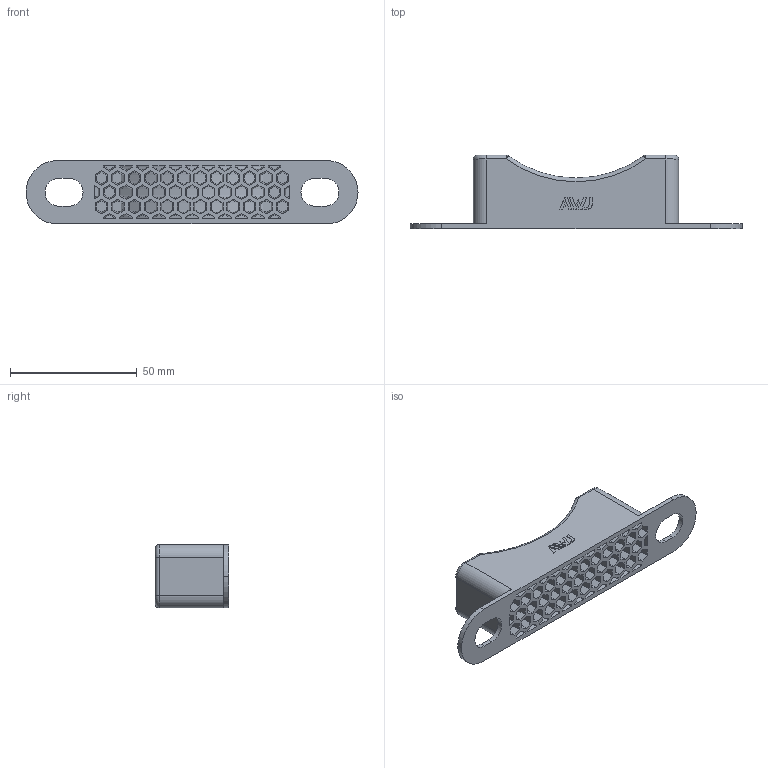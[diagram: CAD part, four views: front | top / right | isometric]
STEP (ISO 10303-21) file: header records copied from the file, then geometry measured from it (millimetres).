
FILE_DESCRIPTION( ( 'STEP AP203' ), '1' );
FILE_NAME( 'SG80・80SU.step', '2022-07-19T07:07:31', ( ' ' ), ( ' ' ), 'XStep 1.0', ' ', ' ' );
FILE_SCHEMA( ( 'CONFIG_CONTROL_DESIGN' ) );
Length unit declared in the file: millimetre
Products named in the file (1): 1
Bounding box: 131 x 29 x 25.2 mm (x, y, z)
Volume: 34513.1 mm3; surface area: 28837.2 mm2
Topology: 1 solids, 1 shells, 478 faces, 1220 edges, 804 vertices
Faces by surface type: plane 394, cylinder 74, torus 6, sphere 4
Entity records: 14358 total; most frequent: CARTESIAN_POINT 2499, ORIENTED_EDGE 2432, DIRECTION 2400, EDGE_CURVE 1216, LINE 990, VECTOR 990, VERTEX_POINT 804, AXIS2_PLACEMENT_3D 705
